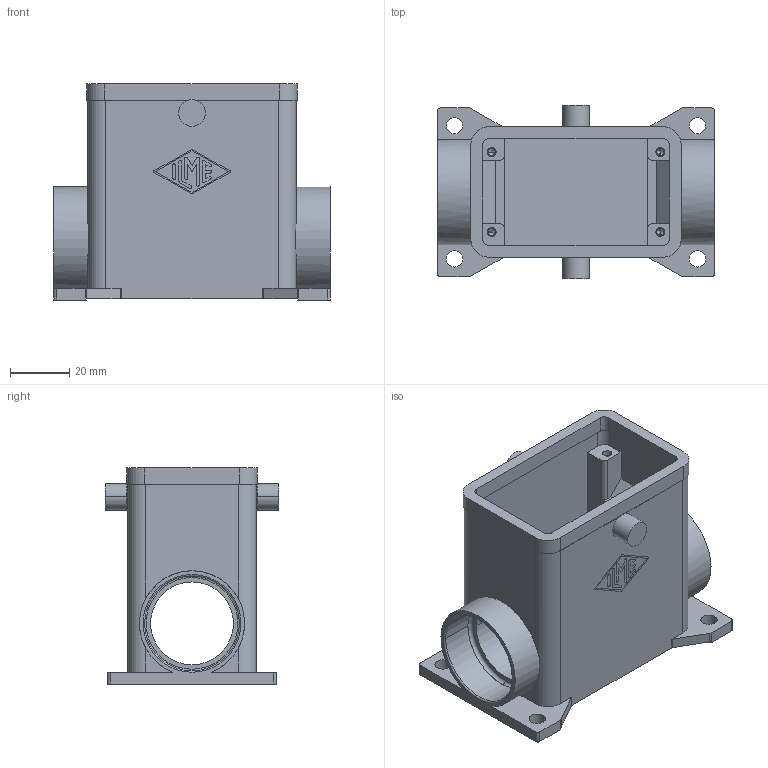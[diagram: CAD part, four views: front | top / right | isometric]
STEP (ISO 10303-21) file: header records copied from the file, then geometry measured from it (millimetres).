
FILE_DESCRIPTION(('Creo Elements/Direct Modeling STEP Export'),'2;1');
FILE_NAME('0ln7uvk45u4700v4132','2016-11-28T 8:28:00',(''),(''),'PTC Creo Elements/Direct Modeling STEP processor for AP214 (Solid Model)','PTC Creo Elements/Direct Modeling 19.0E 27-Jun-2016 (C) Parametric Technology GmbH','');
FILE_SCHEMA(('AUTOMOTIVE_DESIGN { 1 0 10303 214 1 1 1 1 }'));
Length unit declared in the file: millimetre
Products named in the file (1): MAP_10_YC232
Bounding box: 93.5 x 58.5 x 73 mm (x, y, z)
Volume: 79359.6 mm3; surface area: 43343.5 mm2
Topology: 1 solids, 1 shells, 159 faces, 471 edges, 325 vertices
Faces by surface type: plane 73, cylinder 70, torus 8, cone 8
Entity records: 6466 total; most frequent: CARTESIAN_POINT 987, ORIENTED_EDGE 926, DIRECTION 861, EDGE_CURVE 463, VERTEX_POINT 325, AXIS2_PLACEMENT_3D 303, VECTOR 255, LINE 255
